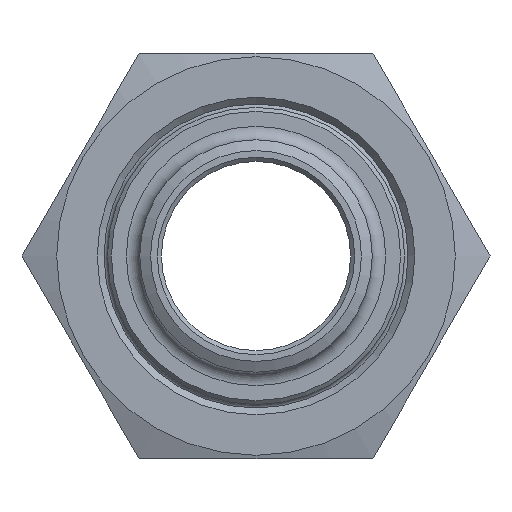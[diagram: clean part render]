
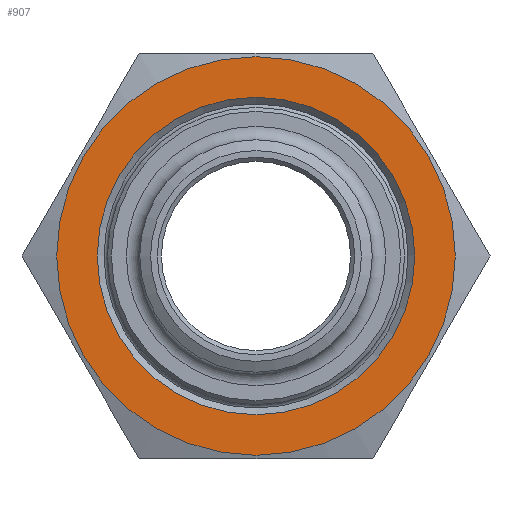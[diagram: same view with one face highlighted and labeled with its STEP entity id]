
A CAD part, left-side view. The second image highlights one B-rep face of the part: STEP entity #907.
In plain terms, the highlighted planar face has unit normal (-1, 0, 0).
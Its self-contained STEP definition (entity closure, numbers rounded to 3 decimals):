
#62=FACE_BOUND('',#178,.T.);
#78=PLANE('',#1048);
#117=FACE_OUTER_BOUND('',#177,.T.);
#177=EDGE_LOOP('',(#664));
#178=EDGE_LOOP('',(#665));
#323=CIRCLE('',#1038,14.75);
#324=CIRCLE('',#1043,11.75);
#410=VERTEX_POINT('',#1563);
#411=VERTEX_POINT('',#1574);
#501=EDGE_CURVE('',#410,#410,#323,.T.);
#506=EDGE_CURVE('',#411,#411,#324,.T.);
#664=ORIENTED_EDGE('',*,*,#501,.T.);
#665=ORIENTED_EDGE('',*,*,#506,.F.);
#907=ADVANCED_FACE('',(#117,#62),#78,.F.);
#1038=AXIS2_PLACEMENT_3D('',#1565,#1197,#1198);
#1043=AXIS2_PLACEMENT_3D('',#1575,#1211,#1212);
#1048=AXIS2_PLACEMENT_3D('',#1585,#1223,#1224);
#1197=DIRECTION('center_axis',(-1.,0.,0.));
#1198=DIRECTION('ref_axis',(0.,1.,0.));
#1211=DIRECTION('center_axis',(-1.,0.,0.));
#1212=DIRECTION('ref_axis',(0.,-1.,0.));
#1223=DIRECTION('center_axis',(1.,0.,0.));
#1224=DIRECTION('ref_axis',(0.,0.,-1.));
#1563=CARTESIAN_POINT('',(-15.,-14.75,0.));
#1565=CARTESIAN_POINT('Origin',(-15.,0.,0.));
#1574=CARTESIAN_POINT('',(-15.,11.75,0.));
#1575=CARTESIAN_POINT('Origin',(-15.,0.,0.));
#1585=CARTESIAN_POINT('Origin',(-15.,0.,0.));
